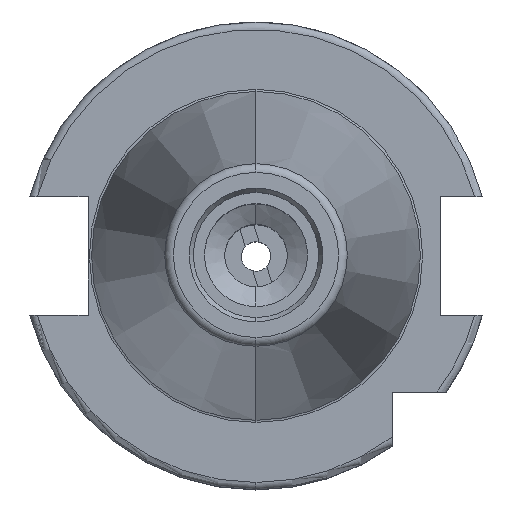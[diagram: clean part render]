
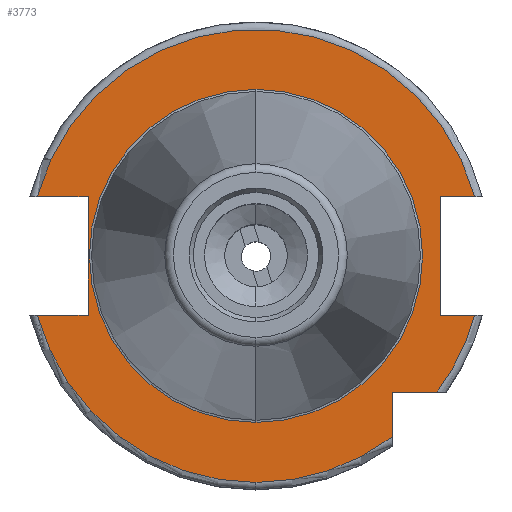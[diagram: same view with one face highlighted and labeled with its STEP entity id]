
A CAD part, top view. The second image highlights one B-rep face of the part: STEP entity #3773.
In plain terms, the highlighted planar face has unit normal (0, 0, 1).
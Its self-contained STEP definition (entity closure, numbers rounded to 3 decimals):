
#149 = CARTESIAN_POINT ( 'NONE',  ( 0., -30.775, 15.9 ) ) ;
#715 = CARTESIAN_POINT ( 'NONE',  ( 25.834, -18.5, 15.9 ) ) ;
#769 = VECTOR ( 'NONE', #775, 1000. ) ;
#775 = DIRECTION ( 'NONE',  ( -1., 0., 0. ) ) ;
#1061 = CARTESIAN_POINT ( 'NONE',  ( -22.8, 8.05, 15.9 ) ) ;
#1062 = DIRECTION ( 'NONE',  ( 0., -1., 0. ) ) ;
#1063 = VECTOR ( 'NONE', #1067, 1000. ) ;
#1064 = CARTESIAN_POINT ( 'NONE',  ( -22.8, 30.775, 15.9 ) ) ;
#1065 = LINE ( 'NONE', #1064, #1063 ) ;
#1067 = DIRECTION ( 'NONE',  ( 0., -1., 0. ) ) ;
#1072 = CARTESIAN_POINT ( 'NONE',  ( 25., -8.05, 15.9 ) ) ;
#1074 = CARTESIAN_POINT ( 'NONE',  ( 25., 8.05, 15.9 ) ) ;
#1075 = DIRECTION ( 'NONE',  ( 0., -1., 0. ) ) ;
#1076 = VECTOR ( 'NONE', #1075, 1000. ) ;
#1077 = CARTESIAN_POINT ( 'NONE',  ( 25., 30.775, 15.9 ) ) ;
#1079 = DIRECTION ( 'NONE',  ( -1., 0., 0. ) ) ;
#1080 = VECTOR ( 'NONE', #1079, 1000. ) ;
#1081 = CARTESIAN_POINT ( 'NONE',  ( 0., -8.05, 15.9 ) ) ;
#1082 = LINE ( 'NONE', #1081, #1080 ) ;
#1083 = DIRECTION ( 'NONE',  ( 0., 0., 1. ) ) ;
#1084 = CARTESIAN_POINT ( 'NONE',  ( 0., 0., 15.9 ) ) ;
#1085 = AXIS2_PLACEMENT_3D ( 'NONE', #1084, #1083, #1062 ) ;
#1086 = CIRCLE ( 'NONE', #1085, 30.775 ) ;
#1091 = VECTOR ( 'NONE', #1100, 1000. ) ;
#1092 = CARTESIAN_POINT ( 'NONE',  ( 0., 8.05, 15.9 ) ) ;
#1093 = LINE ( 'NONE', #1092, #1091 ) ;
#1099 = LINE ( 'NONE', #1077, #1076 ) ;
#1100 = DIRECTION ( 'NONE',  ( -1., 0., 0. ) ) ;
#1101 = CARTESIAN_POINT ( 'NONE',  ( 24.594, -18.5, 15.9 ) ) ;
#1102 = LINE ( 'NONE', #715, #769 ) ;
#1104 = DIRECTION ( 'NONE',  ( 1., 0., 0. ) ) ;
#1105 = VECTOR ( 'NONE', #1104, 1000. ) ;
#1106 = CARTESIAN_POINT ( 'NONE',  ( 0., 8.05, 15.9 ) ) ;
#1107 = LINE ( 'NONE', #1106, #1105 ) ;
#1200 = DIRECTION ( 'NONE',  ( 0., -1., 0. ) ) ;
#1201 = AXIS2_PLACEMENT_3D ( 'NONE', #1203, #1204, #1200 ) ;
#1202 = CIRCLE ( 'NONE', #1201, 30.775 ) ;
#1203 = CARTESIAN_POINT ( 'NONE',  ( 0., 0., 15.9 ) ) ;
#1204 = DIRECTION ( 'NONE',  ( 0., 0., 1. ) ) ;
#1276 = DIRECTION ( 'NONE',  ( 0., -1., 0. ) ) ;
#1277 = DIRECTION ( 'NONE',  ( 0., 0., 1. ) ) ;
#1278 = CARTESIAN_POINT ( 'NONE',  ( 0., 0., 15.9 ) ) ;
#1279 = AXIS2_PLACEMENT_3D ( 'NONE', #1278, #1277, #1276 ) ;
#1286 = CIRCLE ( 'NONE', #1279, 30.775 ) ;
#1332 = CARTESIAN_POINT ( 'NONE',  ( -29.704, 8.05, 15.9 ) ) ;
#1334 = CARTESIAN_POINT ( 'NONE',  ( 29.704, 8.05, 15.9 ) ) ;
#1354 = CARTESIAN_POINT ( 'NONE',  ( -29.704, -8.05, 15.9 ) ) ;
#1370 = CARTESIAN_POINT ( 'NONE',  ( 29.704, -8.05, 15.9 ) ) ;
#1786 = VERTEX_POINT ( 'NONE', #2230 ) ;
#1841 = VERTEX_POINT ( 'NONE', #2352 ) ;
#1843 = EDGE_CURVE ( 'NONE', #1786, #1841, #2342, .T. ) ;
#2230 = CARTESIAN_POINT ( 'NONE',  ( 0., 22.625, 15.9 ) ) ;
#2338 = DIRECTION ( 'NONE',  ( 0., -1., 0. ) ) ;
#2339 = DIRECTION ( 'NONE',  ( 0., 0., 1. ) ) ;
#2340 = CARTESIAN_POINT ( 'NONE',  ( 0., 0., 15.9 ) ) ;
#2341 = AXIS2_PLACEMENT_3D ( 'NONE', #2340, #2339, #2338 ) ;
#2342 = CIRCLE ( 'NONE', #2341, 22.625 ) ;
#2352 = CARTESIAN_POINT ( 'NONE',  ( 0., -22.625, 15.9 ) ) ;
#3250 = VERTEX_POINT ( 'NONE', #149 ) ;
#3338 = EDGE_CURVE ( 'NONE', #3356, #3250, #1286, .T. ) ;
#3340 = VERTEX_POINT ( 'NONE', #1370 ) ;
#3356 = VERTEX_POINT ( 'NONE', #1354 ) ;
#3422 = ORIENTED_EDGE ( 'NONE', *, *, #5841, .T. ) ;
#3424 = ORIENTED_EDGE ( 'NONE', *, *, #5835, .F. ) ;
#3477 = ORIENTED_EDGE ( 'NONE', *, *, #5855, .F. ) ;
#3691 = ORIENTED_EDGE ( 'NONE', *, *, #1843, .F. ) ;
#3743 = EDGE_LOOP ( 'NONE', ( #3762, #3766, #3744, #3746, #3477, #5864, #3422, #5839, #5863, #5860, #3424, #5834 ) ) ;
#3744 = ORIENTED_EDGE ( 'NONE', *, *, #3745, .T. ) ;
#3745 = EDGE_CURVE ( 'NONE', #3250, #3767, #4977, .T. ) ;
#3746 = ORIENTED_EDGE ( 'NONE', *, *, #3770, .F. ) ;
#3747 = VERTEX_POINT ( 'NONE', #4983 ) ;
#3749 = EDGE_CURVE ( 'NONE', #3356, #3769, #4980, .T. ) ;
#3751 = ORIENTED_EDGE ( 'NONE', *, *, #3764, .F. ) ;
#3753 = EDGE_LOOP ( 'NONE', ( #3751, #3691 ) ) ;
#3762 = ORIENTED_EDGE ( 'NONE', *, *, #3749, .F. ) ;
#3764 = EDGE_CURVE ( 'NONE', #1841, #1786, #4991, .T. ) ;
#3766 = ORIENTED_EDGE ( 'NONE', *, *, #3338, .T. ) ;
#3767 = VERTEX_POINT ( 'NONE', #5005 ) ;
#3769 = VERTEX_POINT ( 'NONE', #5008 ) ;
#3770 = EDGE_CURVE ( 'NONE', #3747, #3767, #5003, .T. ) ;
#3773 = ADVANCED_FACE ( 'NONE', ( #5007, #4996 ), #4995, .F. ) ;
#4569 = CARTESIAN_POINT ( 'NONE',  ( 0., 0., 15.9 ) ) ;
#4570 = DIRECTION ( 'NONE',  ( 0., -1., 0. ) ) ;
#4571 = DIRECTION ( 'NONE',  ( 0., 0., 1. ) ) ;
#4972 = VECTOR ( 'NONE', #4982, 1000. ) ;
#4974 = AXIS2_PLACEMENT_3D ( 'NONE', #4981, #4978, #4984 ) ;
#4977 = CIRCLE ( 'NONE', #4974, 30.775 ) ;
#4978 = DIRECTION ( 'NONE',  ( 0., 0., 1. ) ) ;
#4979 = CARTESIAN_POINT ( 'NONE',  ( 0., -8.05, 15.9 ) ) ;
#4980 = LINE ( 'NONE', #4979, #4972 ) ;
#4981 = CARTESIAN_POINT ( 'NONE',  ( 0., 0., 15.9 ) ) ;
#4982 = DIRECTION ( 'NONE',  ( 1., 0., 0. ) ) ;
#4983 = CARTESIAN_POINT ( 'NONE',  ( 18.5, -18.5, 15.9 ) ) ;
#4984 = DIRECTION ( 'NONE',  ( 0., -1., 0. ) ) ;
#4990 = AXIS2_PLACEMENT_3D ( 'NONE', #4569, #4571, #4570 ) ;
#4991 = CIRCLE ( 'NONE', #4990, 22.625 ) ;
#4995 = PLANE ( 'NONE',  #5012 ) ;
#4996 = FACE_OUTER_BOUND ( 'NONE', #3743, .T. ) ;
#4998 = DIRECTION ( 'NONE',  ( 0., -1., 0. ) ) ;
#5002 = CARTESIAN_POINT ( 'NONE',  ( 18.5, -18.5, 15.9 ) ) ;
#5003 = LINE ( 'NONE', #5002, #5004 ) ;
#5004 = VECTOR ( 'NONE', #4998, 1000. ) ;
#5005 = CARTESIAN_POINT ( 'NONE',  ( 18.5, -24.594, 15.9 ) ) ;
#5007 = FACE_BOUND ( 'NONE', #3753, .T. ) ;
#5008 = CARTESIAN_POINT ( 'NONE',  ( -22.8, -8.05, 15.9 ) ) ;
#5009 = DIRECTION ( 'NONE',  ( 0., 1., 0. ) ) ;
#5010 = DIRECTION ( 'NONE',  ( 0., 0., -1. ) ) ;
#5011 = CARTESIAN_POINT ( 'NONE',  ( 0., 30.775, 15.9 ) ) ;
#5012 = AXIS2_PLACEMENT_3D ( 'NONE', #5011, #5010, #5009 ) ;
#5824 = EDGE_CURVE ( 'NONE', #5833, #3769, #1065, .T. ) ;
#5825 = EDGE_CURVE ( 'NONE', #5862, #5861, #1086, .T. ) ;
#5828 = VERTEX_POINT ( 'NONE', #1101 ) ;
#5833 = VERTEX_POINT ( 'NONE', #1061 ) ;
#5834 = ORIENTED_EDGE ( 'NONE', *, *, #5824, .T. ) ;
#5835 = EDGE_CURVE ( 'NONE', #5833, #5861, #1093, .T. ) ;
#5836 = EDGE_CURVE ( 'NONE', #5840, #5842, #1099, .T. ) ;
#5839 = ORIENTED_EDGE ( 'NONE', *, *, #5836, .F. ) ;
#5840 = VERTEX_POINT ( 'NONE', #1074 ) ;
#5841 = EDGE_CURVE ( 'NONE', #3340, #5842, #1082, .T. ) ;
#5842 = VERTEX_POINT ( 'NONE', #1072 ) ;
#5843 = EDGE_CURVE ( 'NONE', #5840, #5862, #1107, .T. ) ;
#5855 = EDGE_CURVE ( 'NONE', #5828, #3747, #1102, .T. ) ;
#5856 = EDGE_CURVE ( 'NONE', #5828, #3340, #1202, .T. ) ;
#5860 = ORIENTED_EDGE ( 'NONE', *, *, #5825, .T. ) ;
#5861 = VERTEX_POINT ( 'NONE', #1332 ) ;
#5862 = VERTEX_POINT ( 'NONE', #1334 ) ;
#5863 = ORIENTED_EDGE ( 'NONE', *, *, #5843, .T. ) ;
#5864 = ORIENTED_EDGE ( 'NONE', *, *, #5856, .T. ) ;
